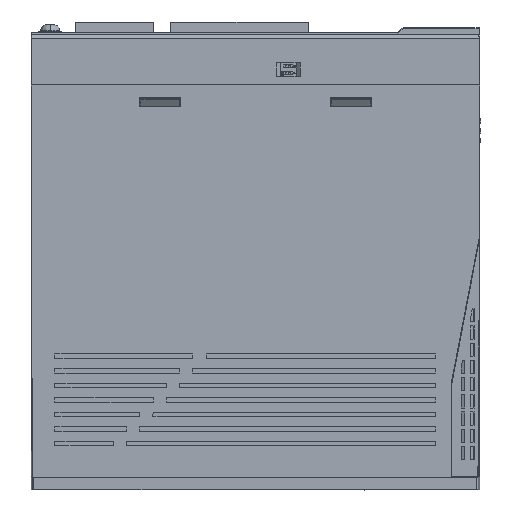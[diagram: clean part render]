
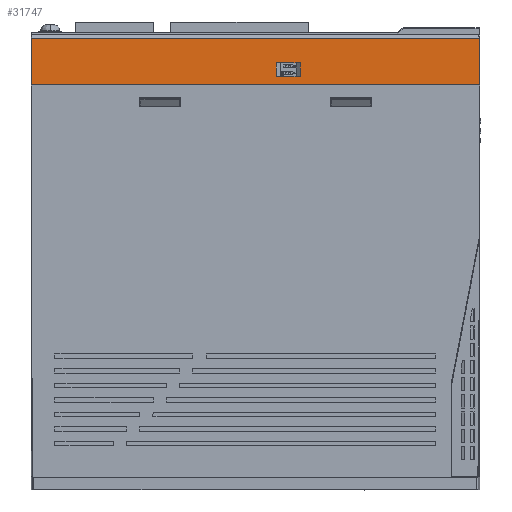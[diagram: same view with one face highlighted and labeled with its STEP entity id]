
A CAD part, front view. The second image highlights one B-rep face of the part: STEP entity #31747.
In plain terms, the highlighted planar face has unit normal (0, -1, 0).
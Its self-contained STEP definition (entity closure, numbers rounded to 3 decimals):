
#511=FACE_BOUND('',#46323,.T.);
#4142=PLANE('',#205710);
#31747=ADVANCED_FACE('',(#38813,#511),#4142,.T.);
#38813=FACE_OUTER_BOUND('',#46322,.T.);
#46322=EDGE_LOOP('',(#74001,#74002,#74003,#74004));
#46323=EDGE_LOOP('',(#74005,#74006,#74007,#74008));
#74001=ORIENTED_EDGE('',*,*,#111858,.T.);
#74002=ORIENTED_EDGE('',*,*,#111854,.T.);
#74003=ORIENTED_EDGE('',*,*,#111857,.F.);
#74004=ORIENTED_EDGE('',*,*,#111859,.T.);
#74005=ORIENTED_EDGE('',*,*,#111861,.F.);
#74006=ORIENTED_EDGE('',*,*,#111855,.T.);
#74007=ORIENTED_EDGE('',*,*,#111860,.F.);
#74008=ORIENTED_EDGE('',*,*,#111856,.T.);
#111854=EDGE_CURVE('',#187557,#187556,#151262,.T.);
#111855=EDGE_CURVE('',#187559,#187558,#151263,.T.);
#111856=EDGE_CURVE('',#187561,#187560,#151264,.T.);
#111857=EDGE_CURVE('',#187562,#187556,#151265,.T.);
#111858=EDGE_CURVE('',#187563,#187557,#151266,.T.);
#111859=EDGE_CURVE('',#187562,#187563,#151267,.T.);
#111860=EDGE_CURVE('',#187561,#187558,#151268,.T.);
#111861=EDGE_CURVE('',#187559,#187560,#151269,.T.);
#151262=B_SPLINE_CURVE_WITH_KNOTS('',1,(#336195,#336196),.UNSPECIFIED.,
 .F.,.F.,(2,2),(0.,169.001),.UNSPECIFIED.);
#151263=B_SPLINE_CURVE_WITH_KNOTS('',1,(#336197,#336198),.UNSPECIFIED.,
 .F.,.F.,(2,2),(-9.,0.),.UNSPECIFIED.);
#151264=B_SPLINE_CURVE_WITH_KNOTS('',1,(#336199,#336200),.UNSPECIFIED.,
 .F.,.F.,(2,2),(-9.,0.),.UNSPECIFIED.);
#151265=B_SPLINE_CURVE_WITH_KNOTS('',1,(#336201,#336202),.UNSPECIFIED.,
 .F.,.F.,(2,2),(-17.5,0.),.UNSPECIFIED.);
#151266=B_SPLINE_CURVE_WITH_KNOTS('',1,(#336203,#336204),.UNSPECIFIED.,
 .F.,.F.,(2,2),(-17.5,0.),.UNSPECIFIED.);
#151267=B_SPLINE_CURVE_WITH_KNOTS('',1,(#336205,#336206),.UNSPECIFIED.,
 .F.,.F.,(2,2),(-169.001,0.),.UNSPECIFIED.);
#151268=B_SPLINE_CURVE_WITH_KNOTS('',1,(#336207,#336208),.UNSPECIFIED.,
 .F.,.F.,(2,2),(-5.237,0.),.UNSPECIFIED.);
#151269=B_SPLINE_CURVE_WITH_KNOTS('',1,(#336209,#336210),.UNSPECIFIED.,
 .F.,.F.,(2,2),(-5.237,0.),.UNSPECIFIED.);
#187556=VERTEX_POINT('',#336187);
#187557=VERTEX_POINT('',#336188);
#187558=VERTEX_POINT('',#336189);
#187559=VERTEX_POINT('',#336190);
#187560=VERTEX_POINT('',#336191);
#187561=VERTEX_POINT('',#336192);
#187562=VERTEX_POINT('',#336193);
#187563=VERTEX_POINT('',#336194);
#205710=AXIS2_PLACEMENT_3D('',#336186,#210864,$);
#210864=DIRECTION('',(0.,-1.,0.));
#336186=CARTESIAN_POINT('',(-196.545,62.216,-12.81));
#336187=CARTESIAN_POINT('',(-213.505,62.216,-11.));
#336188=CARTESIAN_POINT('',(-382.506,62.216,-11.));
#336189=CARTESIAN_POINT('',(-290.055,62.216,-7.809));
#336190=CARTESIAN_POINT('',(-281.055,62.216,-7.809));
#336191=CARTESIAN_POINT('',(-281.055,62.216,-2.571));
#336192=CARTESIAN_POINT('',(-290.055,62.216,-2.571));
#336193=CARTESIAN_POINT('',(-213.505,62.216,6.5));
#336194=CARTESIAN_POINT('',(-382.506,62.216,6.5));
#336195=CARTESIAN_POINT('',(-382.506,62.216,-11.));
#336196=CARTESIAN_POINT('',(-213.505,62.216,-11.));
#336197=CARTESIAN_POINT('',(-281.055,62.216,-7.809));
#336198=CARTESIAN_POINT('',(-290.055,62.216,-7.809));
#336199=CARTESIAN_POINT('',(-290.055,62.216,-2.571));
#336200=CARTESIAN_POINT('',(-281.055,62.216,-2.571));
#336201=CARTESIAN_POINT('',(-213.505,62.216,6.5));
#336202=CARTESIAN_POINT('',(-213.505,62.216,-11.));
#336203=CARTESIAN_POINT('',(-382.506,62.216,6.5));
#336204=CARTESIAN_POINT('',(-382.506,62.216,-11.));
#336205=CARTESIAN_POINT('',(-213.505,62.216,6.5));
#336206=CARTESIAN_POINT('',(-382.506,62.216,6.5));
#336207=CARTESIAN_POINT('',(-290.055,62.216,-2.571));
#336208=CARTESIAN_POINT('',(-290.055,62.216,-7.809));
#336209=CARTESIAN_POINT('',(-281.055,62.216,-7.809));
#336210=CARTESIAN_POINT('',(-281.055,62.216,-2.571));
